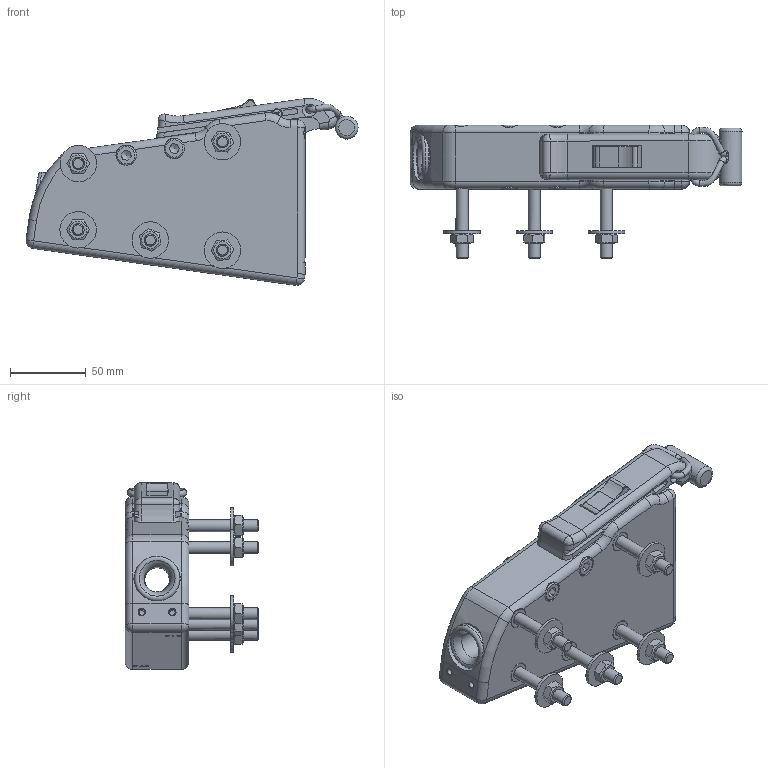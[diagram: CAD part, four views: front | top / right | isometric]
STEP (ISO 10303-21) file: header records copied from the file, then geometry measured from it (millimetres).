
FILE_DESCRIPTION(/* description */ (''),/* implementation_level */ '2;1');
FILE_NAME(/* name */ '505.143 r02.stp',/* time_stamp */ '2020-05-25T13:44:42+02:00',/* author */ ('lucade'),/* organization */ (''),/* preprocessor_version */ 'ST-DEVELOPER v18.1',/* originating_system */ 'Autodesk Inventor 2021',/* authorisation */ '');
FILE_SCHEMA (('AUTOMOTIVE_DESIGN { 1 0 10303 214 3 1 1 }'));
Length unit declared in the file: millimetre
Products named in the file (1): 505.143 STP
Bounding box: 218.64 x 88 x 123.07 mm (x, y, z)
Volume: 660926.4 mm3; surface area: 102146 mm2
Topology: 1 solids, 5 shells, 707 faces, 1892 edges, 1251 vertices
Faces by surface type: plane 308, cylinder 197, cone 100, torus 80, sphere 15, bspline 7
Full cylindrical faces by diameter (mm): 4 x3, 4.134 x2, 4.3 x2, 4.509 x2, 5 x4, 5.5 x2, 7 x3, 8 x10, 8.2 x5, 8.4 x5, 9.3 x2, 10 x4, 10.5 x2, 11 x1, 13 x9, 13.4 x5, 13.5 x14, 24 x5, 30 x1
Entity records: 23950 total; most frequent: CARTESIAN_POINT 6513, ORIENTED_EDGE 3742, DIRECTION 3680, EDGE_CURVE 1871, AXIS2_PLACEMENT_3D 1492, VERTEX_POINT 1251, EDGE_LOOP 801, CIRCLE 778
